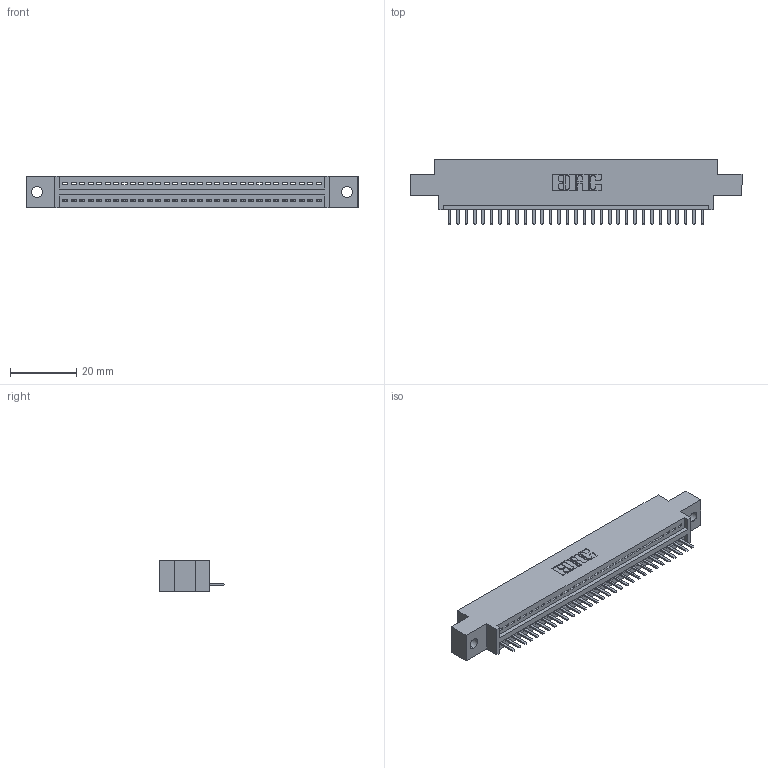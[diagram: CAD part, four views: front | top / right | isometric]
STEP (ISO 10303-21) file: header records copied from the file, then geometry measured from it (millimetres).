
FILE_DESCRIPTION (( 'STEP AP203' ), '1' );
FILE_NAME ('395-031-520-602.STEP', '2019-10-19T08:12:24', ( '' ), ( '' ), 'SwSTEP 2.0', 'SolidWorks 2016', '' );
FILE_SCHEMA (( 'CONFIG_CONTROL_DESIGN' ));
Length unit declared in the file: inch
Products named in the file (3): 395-031-520-602; 345-292-001_345-293-120; 345 Part_0.170 Offset - 0.128 Dia
Assembly tree (32 placements, depth 2):
  395-031-520-602
    345 Part_0.170 Offset - 0.128 Dia
    345-292-001_345-293-120  x31
Bounding box: 99.95 x 19.68 x 9.4 mm (x, y, z)
Volume: 9163.9 mm3; surface area: 11591.8 mm2
Topology: 32 solids, 32 shells, 2052 faces, 6057 edges, 3954 vertices
Faces by surface type: plane 1386, cylinder 666
Entity records: 25061 total; most frequent: CARTESIAN_POINT 4361, ORIENTED_EDGE 4314, DIRECTION 3811, EDGE_CURVE 2157, LINE 1897, VECTOR 1897, VERTEX_POINT 1434, AXIS2_PLACEMENT_3D 957
